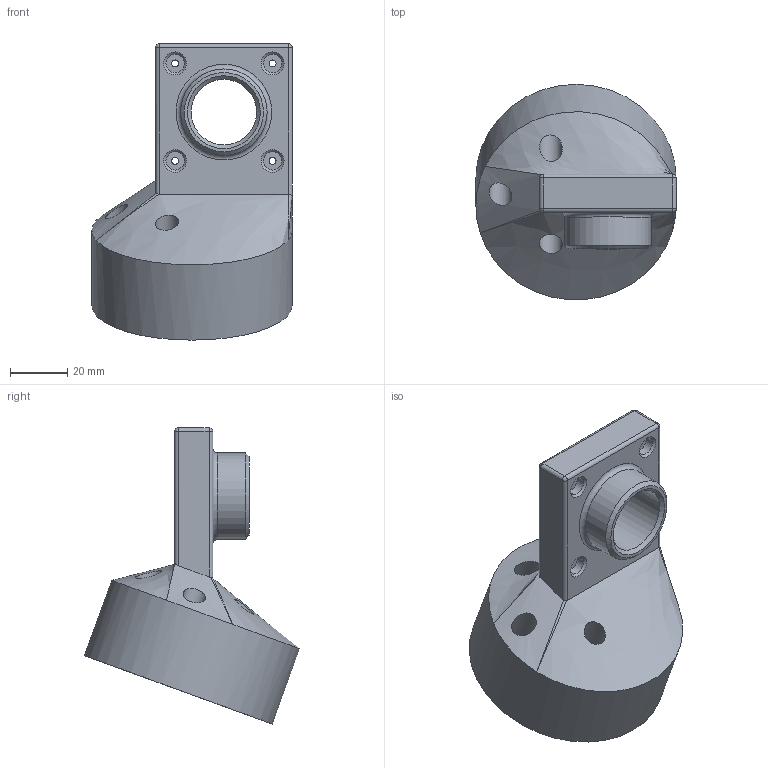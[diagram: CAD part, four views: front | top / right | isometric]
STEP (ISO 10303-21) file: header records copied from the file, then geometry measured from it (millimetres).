
FILE_DESCRIPTION(/* description */ (''),/* implementation_level */ '2;1');
FILE_NAME(/* name */ 'right_swerve_camera_mount 20 deg 1 in higher.stp',/* time_stamp */ '2025-03-17T15:52:39-04:00',/* author */ ('slick'),/* organization */ (''),/* preprocessor_version */ 'ST-DEVELOPER v19.2',/* originating_system */ 'Autodesk Inventor 2023',/* authorisation */ '');
FILE_SCHEMA (('AUTOMOTIVE_DESIGN { 1 0 10303 214 3 1 1 }'));
Length unit declared in the file: inch
Products named in the file (1): right_swerve_camera_mount 20 deg 1 in higher
Bounding box: 69.85 x 75.07 x 103.32 mm (x, y, z)
Volume: 149173.6 mm3; surface area: 26099.4 mm2
Topology: 1 solids, 1 shells, 78 faces, 195 edges, 125 vertices
Faces by surface type: plane 31, cylinder 29, bspline 7, cone 6, sphere 4, torus 1
Full cylindrical faces by diameter (mm): 2.388 x4, 4.496 x3, 6.375 x4, 7.95 x3, 22.86 x1, 30.162 x1, 69.85 x1
Entity records: 2843 total; most frequent: CARTESIAN_POINT 916, ORIENTED_EDGE 384, DIRECTION 383, EDGE_CURVE 192, AXIS2_PLACEMENT_3D 143, VERTEX_POINT 125, EDGE_LOOP 103, LINE 97
